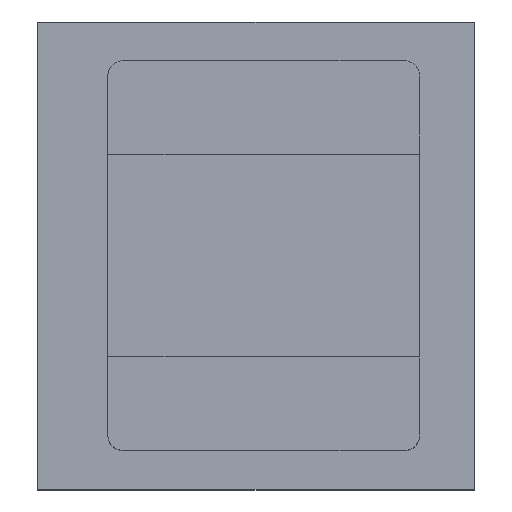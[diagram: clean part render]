
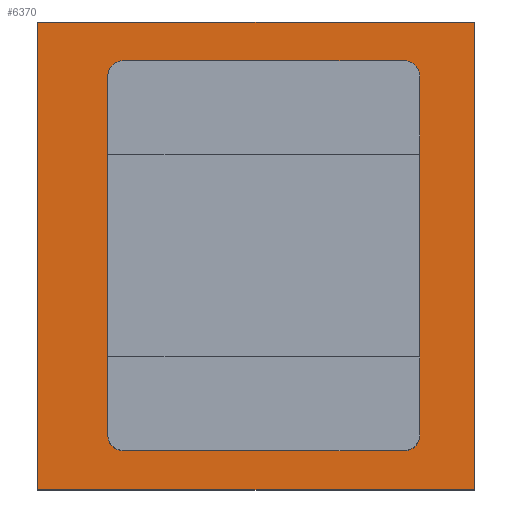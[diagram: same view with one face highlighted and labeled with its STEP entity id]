
A CAD part, top view. The second image highlights one B-rep face of the part: STEP entity #6370.
In plain terms, the highlighted face is planar.
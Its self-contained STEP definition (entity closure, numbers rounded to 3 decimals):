
#6243=DIRECTION('',(0.,0.,1.));
#6244=VECTOR('',#6243,3.);
#6245=CARTESIAN_POINT('',(-1.4,0.315,-1.5));
#6246=LINE('',#6245,#6244);
#6250=DIRECTION('',(-1.,0.,0.));
#6251=VECTOR('',#6250,2.8);
#6252=CARTESIAN_POINT('',(1.4,0.315,-1.5));
#6253=LINE('',#6252,#6251);
#6257=DIRECTION('',(0.,0.,-1.));
#6258=VECTOR('',#6257,3.);
#6259=CARTESIAN_POINT('',(1.4,0.315,1.5));
#6260=LINE('',#6259,#6258);
#6264=DIRECTION('',(1.,0.,0.));
#6265=VECTOR('',#6264,2.8);
#6266=CARTESIAN_POINT('',(-1.4,0.315,1.5));
#6267=LINE('',#6266,#6265);
#6279=CARTESIAN_POINT('',(-1.4,0.315,-1.5));
#6280=CARTESIAN_POINT('',(-1.4,0.315,1.5));
#6281=VERTEX_POINT('',#6279);
#6282=VERTEX_POINT('',#6280);
#6283=CARTESIAN_POINT('',(1.4,0.315,1.5));
#6284=VERTEX_POINT('',#6283);
#6285=CARTESIAN_POINT('',(1.4,0.315,-1.5));
#6286=VERTEX_POINT('',#6285);
#6359=CARTESIAN_POINT('',(0.,0.315,0.));
#6360=DIRECTION('',(0.,1.,0.));
#6361=DIRECTION('',(1.,0.,0.));
#6362=AXIS2_PLACEMENT_3D('',#6359,#6360,#6361);
#6363=PLANE('',#6362);
#6364=ORIENTED_EDGE('',*,*,#6311,.F.);
#6365=ORIENTED_EDGE('',*,*,#6326,.F.);
#6366=ORIENTED_EDGE('',*,*,#6340,.F.);
#6367=ORIENTED_EDGE('',*,*,#6353,.F.);
#6368=EDGE_LOOP('',(#6364,#6365,#6366,#6367));
#6369=FACE_OUTER_BOUND('',#6368,.F.);
#6370=ADVANCED_FACE('',(#6369),#6363,.T.);
#6311=EDGE_CURVE('',#6281,#6282,#6246,.T.);
#6326=EDGE_CURVE('',#6286,#6281,#6253,.T.);
#6340=EDGE_CURVE('',#6284,#6286,#6260,.T.);
#6353=EDGE_CURVE('',#6282,#6284,#6267,.T.);
